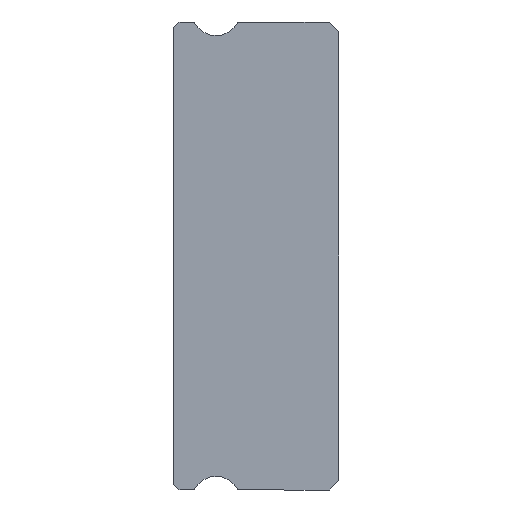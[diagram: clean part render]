
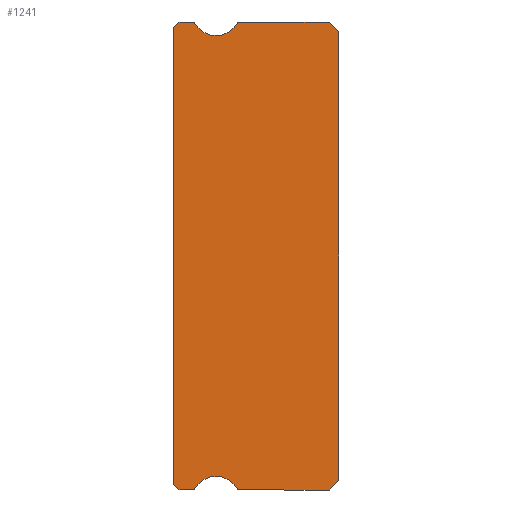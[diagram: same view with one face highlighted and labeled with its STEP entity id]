
A CAD part, left-side view. The second image highlights one B-rep face of the part: STEP entity #1241.
In plain terms, the highlighted planar face has unit normal (-1, 0, 0).
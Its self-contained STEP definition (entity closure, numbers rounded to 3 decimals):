
#107 = ORIENTED_EDGE ( 'NONE', *, *, #2111, .T. ) ;
#154 = DIRECTION ( 'NONE',  ( 0., -0.707, -0.707 ) ) ;
#162 = DIRECTION ( 'NONE',  ( 0., 0., 1. ) ) ;
#183 = EDGE_CURVE ( 'NONE', #833, #1772, #2965, .T. ) ;
#222 = VERTEX_POINT ( 'NONE', #3055 ) ;
#229 = DIRECTION ( 'NONE',  ( 0., 0., -1. ) ) ;
#291 = CARTESIAN_POINT ( 'NONE',  ( -20., 8.2, 12. ) ) ;
#296 = CARTESIAN_POINT ( 'NONE',  ( -20., 8.2, 12. ) ) ;
#312 = DIRECTION ( 'NONE',  ( 0., 0., -1. ) ) ;
#356 = FACE_OUTER_BOUND ( 'NONE', #2741, .T. ) ;
#370 = VERTEX_POINT ( 'NONE', #1280 ) ;
#371 = VECTOR ( 'NONE', #2580, 1000. ) ;
#374 = CARTESIAN_POINT ( 'NONE',  ( -20., 7.512, -12. ) ) ;
#392 = ORIENTED_EDGE ( 'NONE', *, *, #643, .F. ) ;
#400 = CARTESIAN_POINT ( 'NONE',  ( -20., 0.5, 12. ) ) ;
#436 = ORIENTED_EDGE ( 'NONE', *, *, #1865, .F. ) ;
#440 = CARTESIAN_POINT ( 'NONE',  ( -20., 7.512, -11.85 ) ) ;
#482 = CARTESIAN_POINT ( 'NONE',  ( -20., 5.217, -11.925 ) ) ;
#520 = VERTEX_POINT ( 'NONE', #296 ) ;
#550 = LINE ( 'NONE', #3228, #1585 ) ;
#557 = DIRECTION ( 'NONE',  ( -1., 0., 0. ) ) ;
#559 = ORIENTED_EDGE ( 'NONE', *, *, #1462, .F. ) ;
#604 = CARTESIAN_POINT ( 'NONE',  ( -20., 7.512, 12. ) ) ;
#615 = EDGE_CURVE ( 'NONE', #1772, #1055, #3224, .T. ) ;
#621 = CARTESIAN_POINT ( 'NONE',  ( -20., 7.512, 11.85 ) ) ;
#634 = LINE ( 'NONE', #374, #371 ) ;
#643 = EDGE_CURVE ( 'NONE', #1968, #1307, #1214, .T. ) ;
#645 = CARTESIAN_POINT ( 'NONE',  ( -20., 0.5, 12. ) ) ;
#651 = AXIS2_PLACEMENT_3D ( 'NONE', #1017, #1296, #1087 ) ;
#669 = CARTESIAN_POINT ( 'NONE',  ( -20., 8.5, 11.85 ) ) ;
#670 = ORIENTED_EDGE ( 'NONE', *, *, #2695, .F. ) ;
#671 = DIRECTION ( 'NONE',  ( 0., 0., -1. ) ) ;
#693 = CIRCLE ( 'NONE', #1683, 0.15 ) ;
#701 = EDGE_CURVE ( 'NONE', #3308, #370, #634, .T. ) ;
#704 = ORIENTED_EDGE ( 'NONE', *, *, #2064, .F. ) ;
#772 = DIRECTION ( 'NONE',  ( -1., 0., 0. ) ) ;
#775 = ORIENTED_EDGE ( 'NONE', *, *, #2585, .F. ) ;
#779 = CARTESIAN_POINT ( 'NONE',  ( -20., 5.088, 11.85 ) ) ;
#801 = ORIENTED_EDGE ( 'NONE', *, *, #1147, .T. ) ;
#813 = VERTEX_POINT ( 'NONE', #2433 ) ;
#814 = DIRECTION ( 'NONE',  ( 0., 0.707, -0.707 ) ) ;
#816 = AXIS2_PLACEMENT_3D ( 'NONE', #621, #858, #1155 ) ;
#833 = VERTEX_POINT ( 'NONE', #3250 ) ;
#858 = DIRECTION ( 'NONE',  ( 1., 0., 0. ) ) ;
#908 = EDGE_CURVE ( 'NONE', #1735, #2457, #3323, .T. ) ;
#933 = VERTEX_POINT ( 'NONE', #1471 ) ;
#959 = CIRCLE ( 'NONE', #2620, 1.25 ) ;
#1017 = CARTESIAN_POINT ( 'NONE',  ( -20., 7.512, 11.85 ) ) ;
#1055 = VERTEX_POINT ( 'NONE', #2287 ) ;
#1087 = DIRECTION ( 'NONE',  ( 0., 0., -1. ) ) ;
#1105 = VERTEX_POINT ( 'NONE', #2022 ) ;
#1111 = DIRECTION ( 'NONE',  ( 0., -1., 0. ) ) ;
#1147 = EDGE_CURVE ( 'NONE', #833, #2457, #550, .T. ) ;
#1155 = DIRECTION ( 'NONE',  ( 0., 0., -1. ) ) ;
#1189 = VECTOR ( 'NONE', #3232, 1000. ) ;
#1194 = EDGE_CURVE ( 'NONE', #933, #222, #2029, .T. ) ;
#1197 = CIRCLE ( 'NONE', #651, 0.15 ) ;
#1214 = LINE ( 'NONE', #669, #2867 ) ;
#1241 = ADVANCED_FACE ( 'NONE', ( #356 ), #2753, .F. ) ;
#1256 = ORIENTED_EDGE ( 'NONE', *, *, #1194, .F. ) ;
#1280 = CARTESIAN_POINT ( 'NONE',  ( -20., 7.512, -12. ) ) ;
#1291 = DIRECTION ( 'NONE',  ( 1., 0., 0. ) ) ;
#1296 = DIRECTION ( 'NONE',  ( 1., 0., 0. ) ) ;
#1297 = CIRCLE ( 'NONE', #2401, 0.15 ) ;
#1302 = VECTOR ( 'NONE', #1444, 1000. ) ;
#1307 = VERTEX_POINT ( 'NONE', #2489 ) ;
#1396 = ORIENTED_EDGE ( 'NONE', *, *, #2869, .F. ) ;
#1407 = VECTOR ( 'NONE', #154, 1000. ) ;
#1444 = DIRECTION ( 'NONE',  ( 0., 1., 0. ) ) ;
#1462 = EDGE_CURVE ( 'NONE', #1576, #370, #2736, .T. ) ;
#1471 = CARTESIAN_POINT ( 'NONE',  ( -20., 6.3, 11.3 ) ) ;
#1544 = CARTESIAN_POINT ( 'NONE',  ( -20., 0.5, -12. ) ) ;
#1571 = DIRECTION ( 'NONE',  ( 0., 0., -1. ) ) ;
#1574 = VECTOR ( 'NONE', #2717, 1000. ) ;
#1576 = VERTEX_POINT ( 'NONE', #1880 ) ;
#1585 = VECTOR ( 'NONE', #2891, 1000. ) ;
#1599 = ORIENTED_EDGE ( 'NONE', *, *, #183, .F. ) ;
#1630 = VECTOR ( 'NONE', #2734, 1000. ) ;
#1669 = LINE ( 'NONE', #604, #1859 ) ;
#1683 = AXIS2_PLACEMENT_3D ( 'NONE', #779, #1291, #3164 ) ;
#1695 = LINE ( 'NONE', #1727, #1407 ) ;
#1727 = CARTESIAN_POINT ( 'NONE',  ( -20., 8.2, -12. ) ) ;
#1735 = VERTEX_POINT ( 'NONE', #400 ) ;
#1748 = AXIS2_PLACEMENT_3D ( 'NONE', #2633, #557, #229 ) ;
#1755 = VERTEX_POINT ( 'NONE', #482 ) ;
#1772 = VERTEX_POINT ( 'NONE', #1544 ) ;
#1855 = ORIENTED_EDGE ( 'NONE', *, *, #2320, .T. ) ;
#1859 = VECTOR ( 'NONE', #1111, 1000. ) ;
#1865 = EDGE_CURVE ( 'NONE', #222, #2553, #693, .T. ) ;
#1880 = CARTESIAN_POINT ( 'NONE',  ( -20., 7.383, -11.925 ) ) ;
#1920 = CIRCLE ( 'NONE', #1748, 1.25 ) ;
#1954 = DIRECTION ( 'NONE',  ( 1., 0., 0. ) ) ;
#1968 = VERTEX_POINT ( 'NONE', #2230 ) ;
#2022 = CARTESIAN_POINT ( 'NONE',  ( -20., 7.512, 12. ) ) ;
#2029 = CIRCLE ( 'NONE', #3429, 1.25 ) ;
#2064 = EDGE_CURVE ( 'NONE', #1755, #1576, #959, .T. ) ;
#2087 = ORIENTED_EDGE ( 'NONE', *, *, #701, .T. ) ;
#2111 = EDGE_CURVE ( 'NONE', #1105, #520, #2660, .T. ) ;
#2130 = EDGE_CURVE ( 'NONE', #520, #1307, #2934, .T. ) ;
#2149 = ORIENTED_EDGE ( 'NONE', *, *, #908, .F. ) ;
#2179 = CARTESIAN_POINT ( 'NONE',  ( -20., 5.088, 12. ) ) ;
#2230 = CARTESIAN_POINT ( 'NONE',  ( -20., 8.5, -11.7 ) ) ;
#2287 = CARTESIAN_POINT ( 'NONE',  ( -20., 5.088, -12. ) ) ;
#2306 = DIRECTION ( 'NONE',  ( -1., 0., 0. ) ) ;
#2316 = CARTESIAN_POINT ( 'NONE',  ( -20., 0., 11.5 ) ) ;
#2320 = EDGE_CURVE ( 'NONE', #1968, #3308, #1695, .T. ) ;
#2401 = AXIS2_PLACEMENT_3D ( 'NONE', #3316, #1954, #671 ) ;
#2402 = ORIENTED_EDGE ( 'NONE', *, *, #2130, .T. ) ;
#2433 = CARTESIAN_POINT ( 'NONE',  ( -20., 7.383, 11.925 ) ) ;
#2457 = VERTEX_POINT ( 'NONE', #2316 ) ;
#2477 = ORIENTED_EDGE ( 'NONE', *, *, #615, .F. ) ;
#2489 = CARTESIAN_POINT ( 'NONE',  ( -20., 8.5, 11.7 ) ) ;
#2553 = VERTEX_POINT ( 'NONE', #2179 ) ;
#2580 = DIRECTION ( 'NONE',  ( 0., -1., 0. ) ) ;
#2585 = EDGE_CURVE ( 'NONE', #2553, #1735, #1669, .T. ) ;
#2620 = AXIS2_PLACEMENT_3D ( 'NONE', #2896, #2306, #1571 ) ;
#2633 = CARTESIAN_POINT ( 'NONE',  ( -20., 6.3, 12.55 ) ) ;
#2660 = LINE ( 'NONE', #291, #1189 ) ;
#2695 = EDGE_CURVE ( 'NONE', #1055, #1755, #1297, .T. ) ;
#2709 = CARTESIAN_POINT ( 'NONE',  ( -20., 8.2, -12. ) ) ;
#2717 = DIRECTION ( 'NONE',  ( 0., -0.707, -0.707 ) ) ;
#2734 = DIRECTION ( 'NONE',  ( 0., 0.707, -0.707 ) ) ;
#2736 = CIRCLE ( 'NONE', #3128, 0.15 ) ;
#2737 = ORIENTED_EDGE ( 'NONE', *, *, #2836, .F. ) ;
#2741 = EDGE_LOOP ( 'NONE', ( #392, #1855, #2087, #559, #704, #670, #2477, #1599, #801, #2149, #775, #436, #1256, #2737, #1396, #107, #2402 ) ) ;
#2753 = PLANE ( 'NONE',  #816 ) ;
#2807 = VECTOR ( 'NONE', #814, 1000. ) ;
#2836 = EDGE_CURVE ( 'NONE', #813, #933, #1920, .T. ) ;
#2867 = VECTOR ( 'NONE', #162, 1000. ) ;
#2869 = EDGE_CURVE ( 'NONE', #1105, #813, #1197, .T. ) ;
#2891 = DIRECTION ( 'NONE',  ( 0., 0., 1. ) ) ;
#2896 = CARTESIAN_POINT ( 'NONE',  ( -20., 6.3, -12.55 ) ) ;
#2924 = DIRECTION ( 'NONE',  ( 1., 0., 0. ) ) ;
#2934 = LINE ( 'NONE', #3285, #1630 ) ;
#2957 = CARTESIAN_POINT ( 'NONE',  ( -20., 7.512, -12. ) ) ;
#2965 = LINE ( 'NONE', #3193, #2807 ) ;
#3055 = CARTESIAN_POINT ( 'NONE',  ( -20., 5.217, 11.925 ) ) ;
#3128 = AXIS2_PLACEMENT_3D ( 'NONE', #440, #2924, #312 ) ;
#3157 = CARTESIAN_POINT ( 'NONE',  ( -20., 6.3, 12.55 ) ) ;
#3164 = DIRECTION ( 'NONE',  ( 0., 0., -1. ) ) ;
#3193 = CARTESIAN_POINT ( 'NONE',  ( -20., 0., -11.5 ) ) ;
#3209 = DIRECTION ( 'NONE',  ( 0., 0., -1. ) ) ;
#3224 = LINE ( 'NONE', #2957, #1302 ) ;
#3228 = CARTESIAN_POINT ( 'NONE',  ( -20., 0., 11.5 ) ) ;
#3232 = DIRECTION ( 'NONE',  ( 0., 1., 0. ) ) ;
#3250 = CARTESIAN_POINT ( 'NONE',  ( -20., 0., -11.5 ) ) ;
#3285 = CARTESIAN_POINT ( 'NONE',  ( -20., 8.5, 11.7 ) ) ;
#3308 = VERTEX_POINT ( 'NONE', #2709 ) ;
#3316 = CARTESIAN_POINT ( 'NONE',  ( -20., 5.088, -11.85 ) ) ;
#3323 = LINE ( 'NONE', #645, #1574 ) ;
#3429 = AXIS2_PLACEMENT_3D ( 'NONE', #3157, #772, #3209 ) ;
